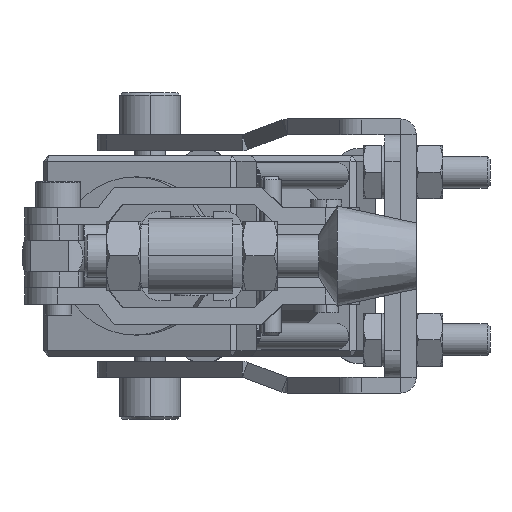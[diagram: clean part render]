
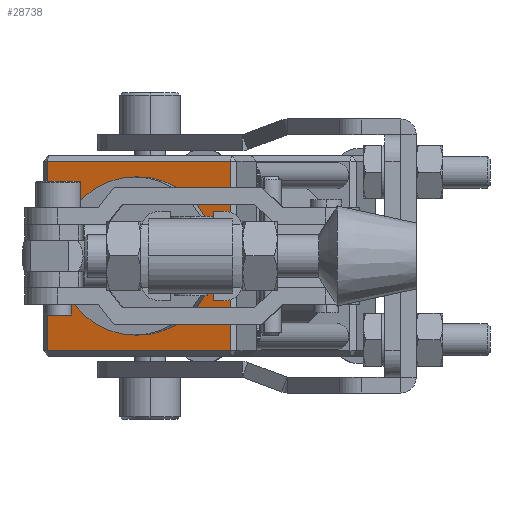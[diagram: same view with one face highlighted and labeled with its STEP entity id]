
A CAD part, left-side view. The second image highlights one B-rep face of the part: STEP entity #28738.
In plain terms, the highlighted planar face has unit normal (-0.965, 0.264, 0).
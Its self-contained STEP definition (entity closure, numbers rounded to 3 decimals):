
#3 = CARTESIAN_POINT ( 'NONE',  ( 32.106, 81.217, 0. ) ) ;
#105 = DIRECTION ( 'NONE',  ( -0.965, 0.264, 0. ) ) ;
#151 = VECTOR ( 'NONE', #30462, 1000. ) ;
#397 = ORIENTED_EDGE ( 'NONE', *, *, #20825, .F. ) ;
#974 = CARTESIAN_POINT ( 'NONE',  ( 29.295, 70.937, 18. ) ) ;
#1437 = EDGE_CURVE ( 'NONE', #10193, #11057, #6572, .T. ) ;
#1986 = DIRECTION ( 'NONE',  ( -0.965, 0.264, 0. ) ) ;
#2015 = AXIS2_PLACEMENT_3D ( 'NONE', #13712, #3276, #15943 ) ;
#3276 = DIRECTION ( 'NONE',  ( -0.965, 0.264, 0. ) ) ;
#3385 = DIRECTION ( 'NONE',  ( 0.264, 0.965, 0. ) ) ;
#3543 = LINE ( 'NONE', #25397, #32592 ) ;
#5777 = VERTEX_POINT ( 'NONE', #9102 ) ;
#5927 = ORIENTED_EDGE ( 'NONE', *, *, #31652, .F. ) ;
#6075 = ORIENTED_EDGE ( 'NONE', *, *, #23607, .T. ) ;
#6194 = DIRECTION ( 'NONE',  ( 0., 0., 1. ) ) ;
#6572 = LINE ( 'NONE', #13631, #17176 ) ;
#8023 = VERTEX_POINT ( 'NONE', #13450 ) ;
#9102 = CARTESIAN_POINT ( 'NONE',  ( 24.283, 52.61, 15. ) ) ;
#9409 = CARTESIAN_POINT ( 'NONE',  ( 19.536, 35.247, -18. ) ) ;
#10193 = VERTEX_POINT ( 'NONE', #9409 ) ;
#11057 = VERTEX_POINT ( 'NONE', #13362 ) ;
#12116 = AXIS2_PLACEMENT_3D ( 'NONE', #3, #105, #20236 ) ;
#12200 = CARTESIAN_POINT ( 'NONE',  ( 24.283, 52.61, 0. ) ) ;
#12958 = PLANE ( 'NONE',  #12116 ) ;
#13362 = CARTESIAN_POINT ( 'NONE',  ( 19.536, 35.247, 18. ) ) ;
#13450 = CARTESIAN_POINT ( 'NONE',  ( 24.283, 52.61, -15. ) ) ;
#13631 = CARTESIAN_POINT ( 'NONE',  ( 19.536, 35.247, 19. ) ) ;
#13712 = CARTESIAN_POINT ( 'NONE',  ( 24.283, 52.61, 0. ) ) ;
#14064 = CIRCLE ( 'NONE', #2015, 15. ) ;
#15908 = ORIENTED_EDGE ( 'NONE', *, *, #18473, .T. ) ;
#15943 = DIRECTION ( 'NONE',  ( 0., 0., 1. ) ) ;
#16669 = LINE ( 'NONE', #974, #22555 ) ;
#17176 = VECTOR ( 'NONE', #6194, 1000. ) ;
#17270 = EDGE_LOOP ( 'NONE', ( #15908, #19362, #6075, #26926 ) ) ;
#17329 = FACE_OUTER_BOUND ( 'NONE', #17270, .T. ) ;
#18473 = EDGE_CURVE ( 'NONE', #20488, #10193, #3543, .T. ) ;
#19362 = ORIENTED_EDGE ( 'NONE', *, *, #1437, .T. ) ;
#20094 = FACE_BOUND ( 'NONE', #25210, .T. ) ;
#20236 = DIRECTION ( 'NONE',  ( 0., 0., 1. ) ) ;
#20488 = VERTEX_POINT ( 'NONE', #24588 ) ;
#20642 = CARTESIAN_POINT ( 'NONE',  ( 29.031, 69.973, -19. ) ) ;
#20825 = EDGE_CURVE ( 'NONE', #8023, #5777, #14064, .T. ) ;
#21154 = VERTEX_POINT ( 'NONE', #32008 ) ;
#22287 = CIRCLE ( 'NONE', #23981, 15. ) ;
#22555 = VECTOR ( 'NONE', #3385, 1000. ) ;
#23607 = EDGE_CURVE ( 'NONE', #11057, #21154, #16669, .T. ) ;
#23981 = AXIS2_PLACEMENT_3D ( 'NONE', #12200, #1986, #27218 ) ;
#24588 = CARTESIAN_POINT ( 'NONE',  ( 29.031, 69.973, -18. ) ) ;
#25210 = EDGE_LOOP ( 'NONE', ( #5927, #397 ) ) ;
#25397 = CARTESIAN_POINT ( 'NONE',  ( 19.272, 34.283, -18. ) ) ;
#25705 = LINE ( 'NONE', #20642, #151 ) ;
#26278 = EDGE_CURVE ( 'NONE', #21154, #20488, #25705, .T. ) ;
#26926 = ORIENTED_EDGE ( 'NONE', *, *, #26278, .T. ) ;
#27218 = DIRECTION ( 'NONE',  ( 0., 0., 1. ) ) ;
#28265 = DIRECTION ( 'NONE',  ( -0.264, -0.965, 0. ) ) ;
#28738 = ADVANCED_FACE ( 'NONE', ( #17329, #20094 ), #12958, .T. ) ;
#30462 = DIRECTION ( 'NONE',  ( 0., 0., -1. ) ) ;
#31652 = EDGE_CURVE ( 'NONE', #5777, #8023, #22287, .T. ) ;
#32008 = CARTESIAN_POINT ( 'NONE',  ( 29.031, 69.973, 18. ) ) ;
#32592 = VECTOR ( 'NONE', #28265, 1000. ) ;
